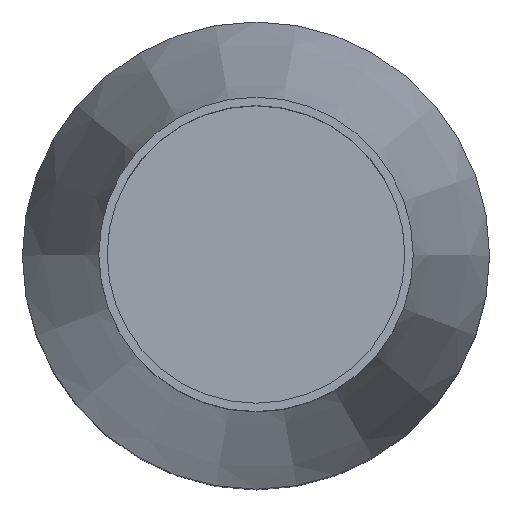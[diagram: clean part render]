
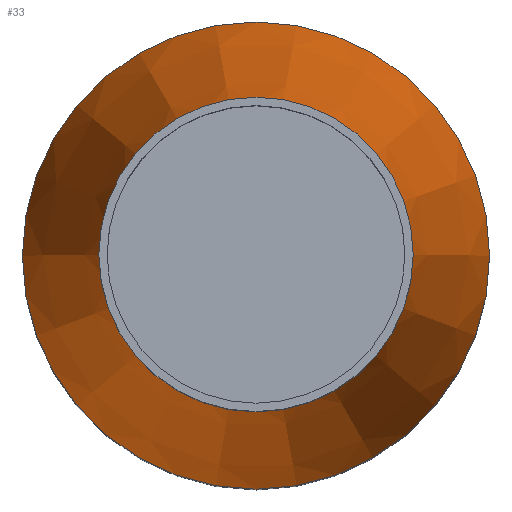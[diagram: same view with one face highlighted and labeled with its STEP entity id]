
A CAD part, top view. The second image highlights one B-rep face of the part: STEP entity #33.
In plain terms, the highlighted conical face has half-angle 11.07 degrees and reference radius 38 mm.
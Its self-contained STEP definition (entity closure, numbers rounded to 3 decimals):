
#33 = ADVANCED_FACE( '', ( #68, #69 ), #70, .T. );
#68 = FACE_BOUND( '', #109, .T. );
#69 = FACE_OUTER_BOUND( '', #110, .T. );
#70 = CONICAL_SURFACE( '', #111, 38., 0.193 );
#109 = EDGE_LOOP( '', ( #144 ) );
#110 = EDGE_LOOP( '', ( #145 ) );
#111 = AXIS2_PLACEMENT_3D( '', #146, #147, #148 );
#144 = ORIENTED_EDGE( '', *, *, #196, .F. );
#145 = ORIENTED_EDGE( '', *, *, #197, .F. );
#146 = CARTESIAN_POINT( '', ( 0., 0., 99.346 ) );
#147 = DIRECTION( '', ( 0., 0., -1. ) );
#148 = DIRECTION( '', ( -1., 0., 0. ) );
#196 = EDGE_CURVE( '', #213, #213, #214, .F. );
#197 = EDGE_CURVE( '', #215, #215, #216, .T. );
#213 = VERTEX_POINT( '', #238 );
#214 = CIRCLE( '', #239, 45. );
#215 = VERTEX_POINT( '', #240 );
#216 = CIRCLE( '', #241, 69.85 );
#238 = CARTESIAN_POINT( '', ( -45., 0., 63.568 ) );
#239 = AXIS2_PLACEMENT_3D( '', #262, #263, #264 );
#240 = CARTESIAN_POINT( '', ( -69.85, 0., -63.446 ) );
#241 = AXIS2_PLACEMENT_3D( '', #265, #266, #267 );
#262 = CARTESIAN_POINT( '', ( 0., 0., 63.568 ) );
#263 = DIRECTION( '', ( 0., 0., -1. ) );
#264 = DIRECTION( '', ( -1., 0., 0. ) );
#265 = CARTESIAN_POINT( '', ( 0., 0., -63.446 ) );
#266 = DIRECTION( '', ( 0., 0., -1. ) );
#267 = DIRECTION( '', ( -1., 0., 0. ) );
